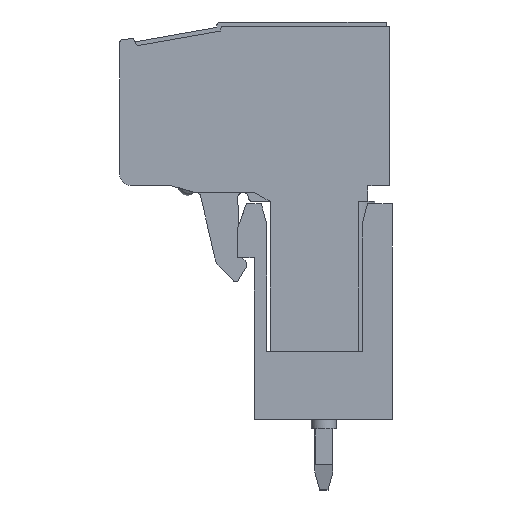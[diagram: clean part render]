
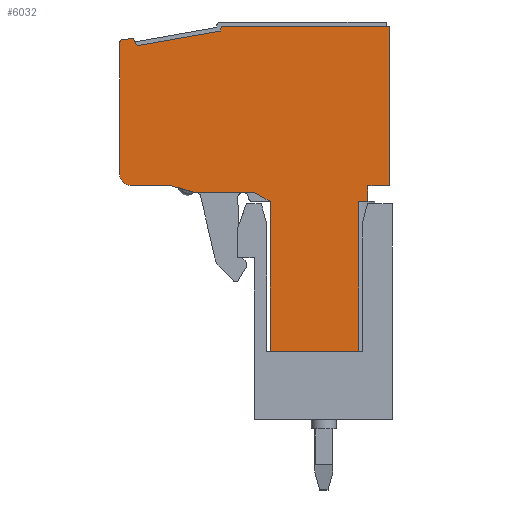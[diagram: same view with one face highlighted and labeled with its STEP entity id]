
A CAD part, front view. The second image highlights one B-rep face of the part: STEP entity #6032.
In plain terms, the highlighted face is planar.
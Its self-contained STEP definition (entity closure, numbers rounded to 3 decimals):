
#193=CIRCLE('',#6398,0.2);
#219=CIRCLE('',#6450,0.2);
#220=CIRCLE('',#6451,0.6);
#370=FACE_OUTER_BOUND('',#712,.T.);
#712=EDGE_LOOP('',(#3859,#3860,#3861,#3862,#3863,#3864,#3865,#3866,#3867,
#3868,#3869,#3870,#3871,#3872,#3873,#3874,#3875,#3876,#3877,#3878,#3879));
#1034=LINE('',#8620,#1683);
#1040=LINE('',#8634,#1689);
#1045=LINE('',#8659,#1694);
#1082=LINE('',#8737,#1731);
#1129=LINE('',#8885,#1778);
#1132=LINE('',#8891,#1781);
#1134=LINE('',#8899,#1783);
#1135=LINE('',#8900,#1784);
#1136=LINE('',#8902,#1785);
#1137=LINE('',#8903,#1786);
#1138=LINE('',#8905,#1787);
#1139=LINE('',#8907,#1788);
#1140=LINE('',#8908,#1789);
#1141=LINE('',#8910,#1790);
#1142=LINE('',#8912,#1791);
#1143=LINE('',#8916,#1792);
#1144=LINE('',#8919,#1793);
#1145=LINE('',#8920,#1794);
#1683=VECTOR('',#6914,1.);
#1689=VECTOR('',#6924,1.);
#1694=VECTOR('',#6947,1.);
#1731=VECTOR('',#7002,1.);
#1778=VECTOR('',#7147,1.);
#1781=VECTOR('',#7152,1.);
#1783=VECTOR('',#7160,1.);
#1784=VECTOR('',#7161,1.);
#1785=VECTOR('',#7162,1.);
#1786=VECTOR('',#7163,1.);
#1787=VECTOR('',#7164,1.);
#1788=VECTOR('',#7165,1.);
#1789=VECTOR('',#7166,1.);
#1790=VECTOR('',#7167,1.);
#1791=VECTOR('',#7168,1.);
#1792=VECTOR('',#7171,1.);
#1793=VECTOR('',#7174,1.);
#1794=VECTOR('',#7175,1.);
#2331=VERTEX_POINT('',#8616);
#2333=VERTEX_POINT('',#8619);
#2337=VERTEX_POINT('',#8628);
#2339=VERTEX_POINT('',#8632);
#2349=VERTEX_POINT('',#8656);
#2350=VERTEX_POINT('',#8658);
#2381=VERTEX_POINT('',#8734);
#2382=VERTEX_POINT('',#8736);
#2383=VERTEX_POINT('',#8740);
#2434=VERTEX_POINT('',#8883);
#2436=VERTEX_POINT('',#8889);
#2438=VERTEX_POINT('',#8897);
#2439=VERTEX_POINT('',#8898);
#2440=VERTEX_POINT('',#8901);
#2441=VERTEX_POINT('',#8904);
#2442=VERTEX_POINT('',#8906);
#2443=VERTEX_POINT('',#8909);
#2444=VERTEX_POINT('',#8911);
#2445=VERTEX_POINT('',#8913);
#2446=VERTEX_POINT('',#8915);
#2447=VERTEX_POINT('',#8917);
#2850=EDGE_CURVE('',#2331,#2333,#1034,.T.);
#2857=EDGE_CURVE('',#2337,#2339,#1040,.T.);
#2868=EDGE_CURVE('',#2350,#2349,#1045,.T.);
#2905=EDGE_CURVE('',#2382,#2381,#1082,.T.);
#2908=EDGE_CURVE('',#2331,#2383,#193,.T.);
#2977=EDGE_CURVE('',#2434,#2383,#1129,.T.);
#2980=EDGE_CURVE('',#2436,#2434,#1132,.T.);
#2983=EDGE_CURVE('',#2438,#2439,#1134,.T.);
#2984=EDGE_CURVE('',#2439,#2350,#1135,.T.);
#2985=EDGE_CURVE('',#2440,#2349,#1136,.T.);
#2986=EDGE_CURVE('',#2440,#2337,#1137,.T.);
#2987=EDGE_CURVE('',#2441,#2339,#1138,.T.);
#2988=EDGE_CURVE('',#2442,#2441,#1139,.T.);
#2989=EDGE_CURVE('',#2333,#2442,#1140,.T.);
#2990=EDGE_CURVE('',#2443,#2436,#1141,.T.);
#2991=EDGE_CURVE('',#2444,#2443,#1142,.T.);
#2992=EDGE_CURVE('',#2444,#2445,#219,.T.);
#2993=EDGE_CURVE('',#2446,#2445,#1143,.T.);
#2994=EDGE_CURVE('',#2447,#2446,#220,.T.);
#2995=EDGE_CURVE('',#2382,#2447,#1144,.T.);
#2996=EDGE_CURVE('',#2438,#2381,#1145,.T.);
#3859=ORIENTED_EDGE('',*,*,#2983,.T.);
#3860=ORIENTED_EDGE('',*,*,#2984,.T.);
#3861=ORIENTED_EDGE('',*,*,#2868,.T.);
#3862=ORIENTED_EDGE('',*,*,#2985,.F.);
#3863=ORIENTED_EDGE('',*,*,#2986,.T.);
#3864=ORIENTED_EDGE('',*,*,#2857,.T.);
#3865=ORIENTED_EDGE('',*,*,#2987,.F.);
#3866=ORIENTED_EDGE('',*,*,#2988,.F.);
#3867=ORIENTED_EDGE('',*,*,#2989,.F.);
#3868=ORIENTED_EDGE('',*,*,#2850,.F.);
#3869=ORIENTED_EDGE('',*,*,#2908,.T.);
#3870=ORIENTED_EDGE('',*,*,#2977,.F.);
#3871=ORIENTED_EDGE('',*,*,#2980,.F.);
#3872=ORIENTED_EDGE('',*,*,#2990,.F.);
#3873=ORIENTED_EDGE('',*,*,#2991,.F.);
#3874=ORIENTED_EDGE('',*,*,#2992,.T.);
#3875=ORIENTED_EDGE('',*,*,#2993,.F.);
#3876=ORIENTED_EDGE('',*,*,#2994,.F.);
#3877=ORIENTED_EDGE('',*,*,#2995,.F.);
#3878=ORIENTED_EDGE('',*,*,#2905,.T.);
#3879=ORIENTED_EDGE('',*,*,#2996,.F.);
#5388=PLANE('',#6449);
#6032=ADVANCED_FACE('',(#370),#5388,.T.);
#6398=AXIS2_PLACEMENT_3D('',#8743,#7007,#7008);
#6449=AXIS2_PLACEMENT_3D('',#8896,#7158,#7159);
#6450=AXIS2_PLACEMENT_3D('',#8914,#7169,#7170);
#6451=AXIS2_PLACEMENT_3D('',#8918,#7172,#7173);
#6914=DIRECTION('',(0.,-1.,0.));
#6924=DIRECTION('',(0.,-1.,0.));
#6947=DIRECTION('',(-1.,0.,0.));
#7002=DIRECTION('',(0.,-1.,0.));
#7007=DIRECTION('center_axis',(0.,0.,1.));
#7008=DIRECTION('ref_axis',(1.,0.,0.));
#7147=DIRECTION('',(1.,0.,0.));
#7152=DIRECTION('',(0.174,-0.985,0.));
#7158=DIRECTION('center_axis',(0.,0.,1.));
#7159=DIRECTION('ref_axis',(1.,0.,0.));
#7160=DIRECTION('',(0.,-1.,0.));
#7161=DIRECTION('',(-0.5,-0.866,0.));
#7162=DIRECTION('',(0.,1.,0.));
#7163=DIRECTION('',(1.,0.,0.));
#7164=DIRECTION('',(-1.,0.,0.));
#7165=DIRECTION('',(0.,1.,0.));
#7166=DIRECTION('',(-1.,0.,0.));
#7167=DIRECTION('',(-0.866,-0.5,0.));
#7168=DIRECTION('',(0.044,-0.999,0.));
#7169=DIRECTION('center_axis',(0.,0.,1.));
#7170=DIRECTION('ref_axis',(1.,0.,0.));
#7171=DIRECTION('',(1.,0.,0.));
#7172=DIRECTION('center_axis',(0.,0.,-1.));
#7173=DIRECTION('ref_axis',(-1.,0.,0.));
#7174=DIRECTION('',(0.044,0.999,0.));
#7175=DIRECTION('',(0.287,0.958,0.));
#8616=CARTESIAN_POINT('',(-16.322,26.878,56.95));
#8619=CARTESIAN_POINT('',(-16.322,17.678,56.95));
#8620=CARTESIAN_POINT('',(-16.322,22.566,56.95));
#8628=CARTESIAN_POINT('',(-26.062,19.408,56.95));
#8632=CARTESIAN_POINT('',(-26.062,18.893,56.95));
#8634=CARTESIAN_POINT('',(-26.062,22.566,56.95));
#8656=CARTESIAN_POINT('',(-34.392,24.323,56.95));
#8658=CARTESIAN_POINT('',(-26.062,24.323,56.95));
#8659=CARTESIAN_POINT('',(-26.697,24.323,56.95));
#8734=CARTESIAN_POINT('',(-25.192,29.778,56.95));
#8736=CARTESIAN_POINT('',(-25.192,31.578,56.95));
#8737=CARTESIAN_POINT('',(-25.192,22.566,56.95));
#8740=CARTESIAN_POINT('',(-16.522,27.078,56.95));
#8743=CARTESIAN_POINT('Origin',(-16.522,26.878,56.95));
#8883=CARTESIAN_POINT('',(-16.592,27.078,56.95));
#8885=CARTESIAN_POINT('',(-26.697,27.078,56.95));
#8889=CARTESIAN_POINT('',(-17.408,31.705,56.95));
#8891=CARTESIAN_POINT('',(-15.797,22.566,56.95));
#8896=CARTESIAN_POINT('Origin',(-18.592,22.62,56.95));
#8897=CARTESIAN_POINT('',(-25.562,28.541,56.95));
#8898=CARTESIAN_POINT('',(-25.562,25.189,56.95));
#8899=CARTESIAN_POINT('',(-25.562,22.566,56.95));
#8900=CARTESIAN_POINT('',(-27.076,22.566,56.95));
#8901=CARTESIAN_POINT('',(-34.392,19.408,56.95));
#8902=CARTESIAN_POINT('',(-34.392,22.566,56.95));
#8903=CARTESIAN_POINT('',(-26.697,19.408,56.95));
#8904=CARTESIAN_POINT('',(-25.192,18.893,56.95));
#8905=CARTESIAN_POINT('',(-26.697,18.893,56.95));
#8906=CARTESIAN_POINT('',(-25.192,17.678,56.95));
#8907=CARTESIAN_POINT('',(-25.192,22.566,56.95));
#8908=CARTESIAN_POINT('',(-26.697,17.678,56.95));
#8909=CARTESIAN_POINT('',(-17.022,31.928,56.95));
#8910=CARTESIAN_POINT('',(-26.697,26.342,56.95));
#8911=CARTESIAN_POINT('',(-17.047,32.487,56.95));
#8912=CARTESIAN_POINT('',(-16.614,22.566,56.95));
#8913=CARTESIAN_POINT('',(-17.246,32.678,56.95));
#8914=CARTESIAN_POINT('Origin',(-17.246,32.478,56.95));
#8915=CARTESIAN_POINT('',(-24.57,32.678,56.95));
#8916=CARTESIAN_POINT('',(-26.697,32.678,56.95));
#8917=CARTESIAN_POINT('',(-25.169,32.104,56.95));
#8918=CARTESIAN_POINT('Origin',(-24.57,32.078,56.95));
#8919=CARTESIAN_POINT('',(-25.586,22.566,56.95));
#8920=CARTESIAN_POINT('',(-27.349,22.566,56.95));
